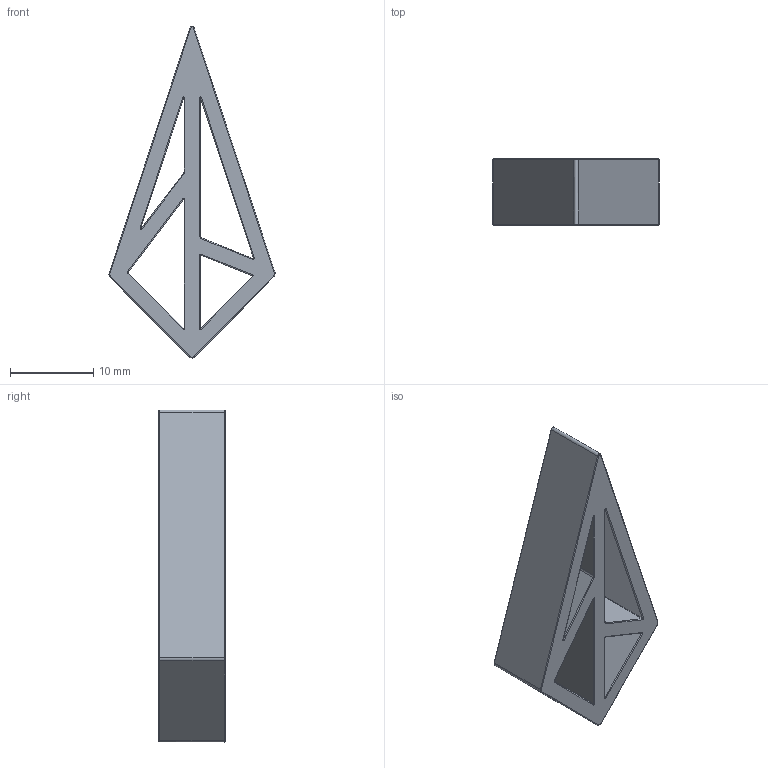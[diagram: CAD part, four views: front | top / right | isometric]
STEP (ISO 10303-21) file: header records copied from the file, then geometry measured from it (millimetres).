
FILE_DESCRIPTION(/* description */ (''),/* implementation_level */ '2;1');
FILE_NAME(/* name */ 'logo-3d',/* time_stamp */ '2023-08-22T16:49:38+08:00',/* author */ (''),/* organization */ (''),/* preprocessor_version */ 'ST-DEVELOPER v16.5',/* originating_system */ '',/* authorisation */ '');
FILE_SCHEMA (('CONFIG_CONTROL_DESIGN'));
Length unit declared in the file: millimetre
Products named in the file (1): Document
Bounding box: 19.94 x 8 x 39.85 mm (x, y, z)
Volume: 1989.5 mm3; surface area: 2317 mm2
Topology: 1 solids, 1 shells, 98 faces, 291 edges, 195 vertices
Faces by surface type: bspline 48, cylinder 32, plane 18
Entity records: 4949 total; most frequent: CARTESIAN_POINT 3443, ORIENTED_EDGE 448, EDGE_CURVE 224, B_SPLINE_CURVE_WITH_KNOTS 132, VERTEX_POINT 128, EDGE_LOOP 106, ADVANCED_FACE 98, FACE_OUTER_BOUND 98
